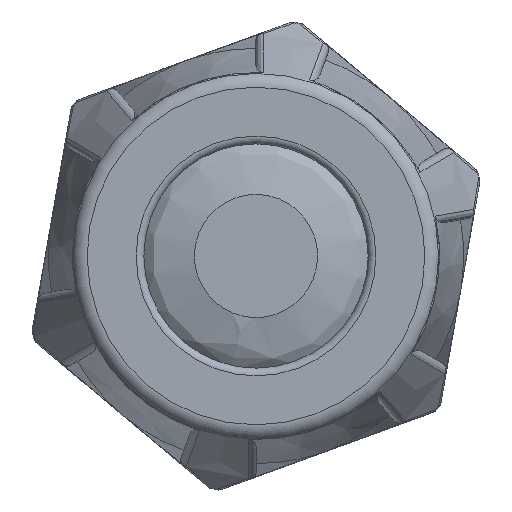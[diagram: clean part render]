
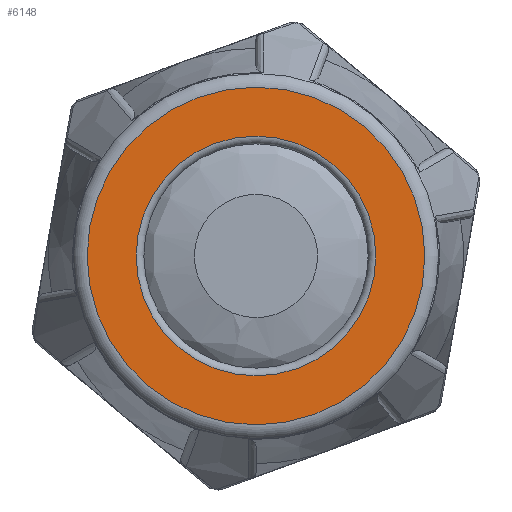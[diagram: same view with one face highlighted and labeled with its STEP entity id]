
A CAD part, left-side view. The second image highlights one B-rep face of the part: STEP entity #6148.
In plain terms, the highlighted planar face has unit normal (-1, 0, 0).
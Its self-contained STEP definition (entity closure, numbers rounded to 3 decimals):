
#304=FACE_BOUND('',#1920,.T.);
#1184=PLANE('',#6915);
#1530=FACE_OUTER_BOUND('',#1919,.T.);
#1919=EDGE_LOOP('',(#5736));
#1920=EDGE_LOOP('',(#5737));
#2323=CIRCLE('',#6914,7.795);
#2324=CIRCLE('',#6916,10.981);
#3090=VERTEX_POINT('',#15598);
#3091=VERTEX_POINT('',#15601);
#3977=EDGE_CURVE('',#3090,#3090,#2323,.T.);
#3978=EDGE_CURVE('',#3091,#3091,#2324,.T.);
#5736=ORIENTED_EDGE('',*,*,#3978,.F.);
#5737=ORIENTED_EDGE('',*,*,#3977,.T.);
#6148=ADVANCED_FACE('',(#1530,#304),#1184,.T.);
#6914=AXIS2_PLACEMENT_3D('',#15599,#8600,#8601);
#6915=AXIS2_PLACEMENT_3D('',#15600,#8602,#8603);
#6916=AXIS2_PLACEMENT_3D('',#15602,#8604,#8605);
#8600=DIRECTION('center_axis',(1.,0.,0.));
#8601=DIRECTION('ref_axis',(0.,0.,-1.));
#8602=DIRECTION('center_axis',(-1.,0.,0.));
#8603=DIRECTION('ref_axis',(0.,0.,1.));
#8604=DIRECTION('center_axis',(1.,0.,0.));
#8605=DIRECTION('ref_axis',(0.,0.,-1.));
#15598=CARTESIAN_POINT('',(-23.36,7.795,0.));
#15599=CARTESIAN_POINT('Origin',(-23.36,0.,0.));
#15600=CARTESIAN_POINT('Origin',(-23.36,10.981,0.));
#15601=CARTESIAN_POINT('',(-23.36,10.981,0.));
#15602=CARTESIAN_POINT('Origin',(-23.36,0.,0.));
